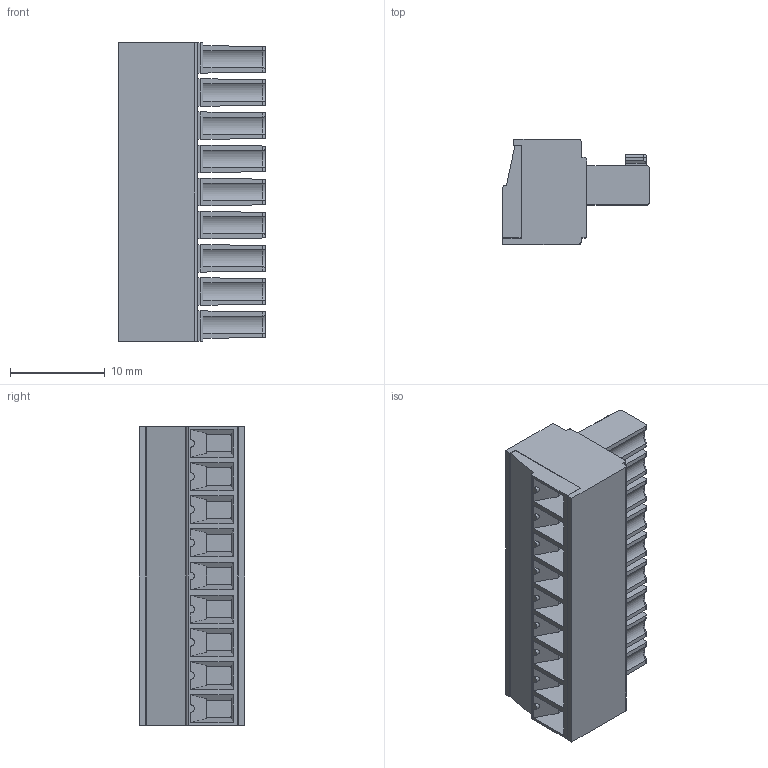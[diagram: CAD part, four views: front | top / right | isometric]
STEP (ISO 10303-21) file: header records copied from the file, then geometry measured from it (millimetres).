
FILE_DESCRIPTION(('STEP AP214'),'1');
FILE_NAME('SH09-3,5.stp','2018-11-19T08:33:48',(' '),(' '),'Spatial InterOp 3D',' ',' ');
FILE_SCHEMA(('AUTOMOTIVE_DESIGN { 1 0 10303 214 1 1 1 1 }'));
Length unit declared in the file: metre
Products named in the file (1): 1
Bounding box: 15.5 x 11.1 x 31.5 mm (x, y, z)
Volume: 2964.2 mm3; surface area: 3559.5 mm2
Topology: 1 solids, 1 shells, 739 faces, 1967 edges, 1255 vertices
Faces by surface type: plane 501, cylinder 166, torus 27, cone 27, sphere 18
Full cylindrical faces by diameter (mm): 1.2 x9, 2.8 x9, 3 x9
Entity records: 28329 total; most frequent: CARTESIAN_POINT 4345, ORIENTED_EDGE 3734, DIRECTION 3675, EDGE_CURVE 1867, LINE 1387, VECTOR 1387, VERTEX_POINT 1227, AXIS2_PLACEMENT_3D 1144
